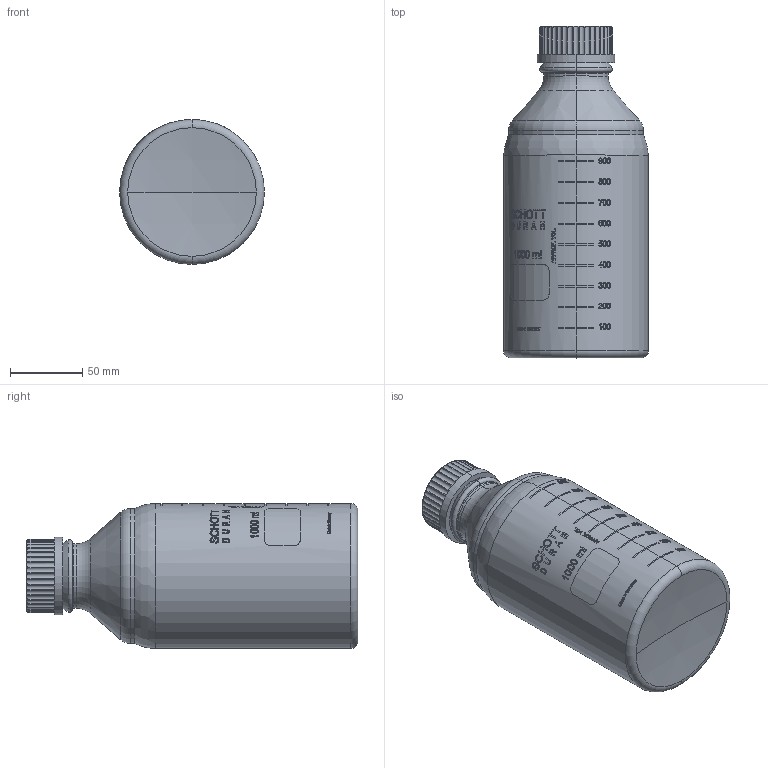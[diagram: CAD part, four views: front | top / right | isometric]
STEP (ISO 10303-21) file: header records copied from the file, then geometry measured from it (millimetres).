
FILE_DESCRIPTION (( 'STEP AP214' ), '1' );
FILE_NAME ('Duran-Schott Bottle 1l GL45.STEP', '2016-12-12T14:12:27', ( '' ), ( '' ), 'SwSTEP 2.0', 'SolidWorks 2016', '' );
FILE_SCHEMA (( 'AUTOMOTIVE_DESIGN' ));
Length unit declared in the file: millimetre
Products named in the file (1): Duran-Schott Bottle 1l GL45
Bounding box: 100 x 229 x 100 mm (x, y, z)
Volume: 240511 mm3; surface area: 150484.4 mm2
Topology: 3 solids, 3 shells, 301 faces, 1329 edges, 1151 vertices
Faces by surface type: cylinder 246, torus 26, plane 12, cone 10, sphere 4, bspline 3
Entity records: 33000 total; most frequent: CARTESIAN_POINT 21486, ORIENTED_EDGE 2658, DIRECTION 1681, EDGE_CURVE 1329, VERTEX_POINT 1151, AXIS2_PLACEMENT_3D 695, B_SPLINE_CURVE_WITH_KNOTS 628, EDGE_LOOP 420
